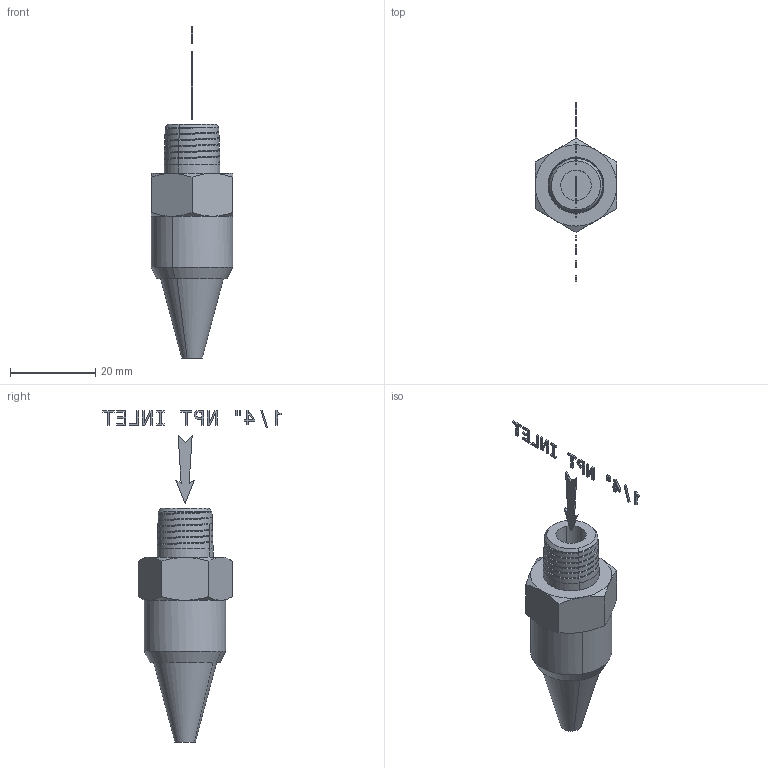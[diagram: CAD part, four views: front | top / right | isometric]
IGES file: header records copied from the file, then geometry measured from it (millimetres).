
Start section: START RECORD GO HERE.
Global section: file name: NOZ47004.igs; native system: DASSAULT SYSTEMES CATIA V5 R20 - www.3ds.com; preprocessor: CATIA Version 5 Release 20 ; author: DESIGNENG; organization: KJNDESIGN; date: 20150312.172414; units: millimetre
Bounding box: 19.05 x 41.67 x 77.7 mm (x, y, z)
Volume: 9763.8 mm3; surface area: 3502.1 mm2
Topology: 15 solids, 15 shells, 431 faces, 1113 edges, 736 vertices
Faces by surface type: plane 290, extrusion 76, revolution 41, bspline 24
